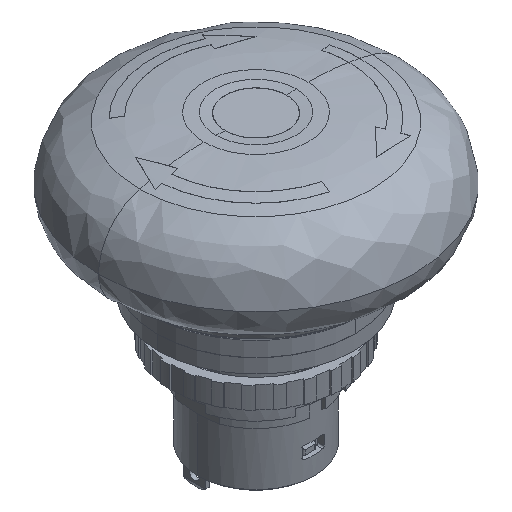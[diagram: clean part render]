
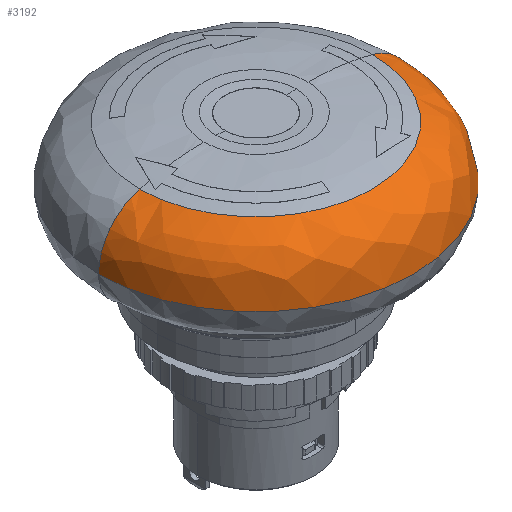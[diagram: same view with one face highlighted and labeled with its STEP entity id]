
A CAD part, isometric view. The second image highlights one B-rep face of the part: STEP entity #3192.
In plain terms, the highlighted free-form (B-spline) face has degree [3, 3] with [4, 4] control points.
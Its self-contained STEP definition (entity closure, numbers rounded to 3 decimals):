
#122 = DIRECTION ( 'NONE',  ( -1., 0., 0. ) ) ;
#317 = CIRCLE ( 'NONE', #6764, 14.792 ) ;
#558 = FACE_OUTER_BOUND ( 'NONE', #7831, .T. ) ;
#578 = EDGE_CURVE ( 'NONE', #8214, #11215, #9133, .T. ) ;
#609 = CARTESIAN_POINT ( 'NONE',  ( 20., 0., -4.53 ) ) ;
#1035 = AXIS2_PLACEMENT_3D ( 'NONE', #2566, #6094, #9594 ) ;
#1479 = CARTESIAN_POINT ( 'NONE',  ( -20., 0., -4.53 ) ) ;
#2342 = CARTESIAN_POINT ( 'NONE',  ( -17.985, -35.97, -1.912 ) ) ;
#2362 = CIRCLE ( 'NONE', #8800, 7. ) ;
#2437 = ORIENTED_EDGE ( 'NONE', *, *, #10589, .T. ) ;
#2566 = CARTESIAN_POINT ( 'NONE',  ( 0., 0., -7.833 ) ) ;
#2632 = CARTESIAN_POINT ( 'NONE',  ( 0., 0., -1.066 ) ) ;
#3117 = DIRECTION ( 'NONE',  ( 1., 0., 0. ) ) ;
#3192 = ADVANCED_FACE ( 'NONE', ( #558 ), #4554, .T. ) ;
#3201 = CARTESIAN_POINT ( 'NONE',  ( 14.792, -29.584, -1.066 ) ) ;
#3263 = CARTESIAN_POINT ( 'NONE',  ( 20., 0., -7.833 ) ) ;
#3299 = CARTESIAN_POINT ( 'NONE',  ( -14.792, 0., -1.066 ) ) ;
#3756 = ORIENTED_EDGE ( 'NONE', *, *, #4446, .T. ) ;
#4123 = CARTESIAN_POINT ( 'NONE',  ( -20., 0., -7.833 ) ) ;
#4160 = AXIS2_PLACEMENT_3D ( 'NONE', #7496, #11005, #3117 ) ;
#4446 = EDGE_CURVE ( 'NONE', #6273, #4805, #2362, .T. ) ;
#4510 = CARTESIAN_POINT ( 'NONE',  ( -13., 0., -7.833 ) ) ;
#4554 =( BOUNDED_SURFACE ( )  B_SPLINE_SURFACE ( 3, 3, ( 
 ( #7585, #11092, #3201, #6718 ),
 ( #10234, #2342, #5872, #9377 ),
 ( #1479, #5001, #8504, #609 ),
 ( #4123, #7632, #11151, #3263 ) ),
 .UNSPECIFIED., .F., .F., .F. ) 
 B_SPLINE_SURFACE_WITH_KNOTS ( ( 4, 4 ),
 ( 4, 4 ),
 ( 0., 1. ),
 ( 0., 1. ),
 .UNSPECIFIED. ) 
 GEOMETRIC_REPRESENTATION_ITEM ( )  RATIONAL_B_SPLINE_SURFACE ( (
 ( 1., 0.333, 0.333, 1.),
 ( 0.862, 0.287, 0.287, 0.862),
 ( 0.862, 0.287, 0.287, 0.862),
 ( 1., 0.333, 0.333, 1.) ) ) 
 REPRESENTATION_ITEM ( '' )  SURFACE ( )  );
#4706 = ORIENTED_EDGE ( 'NONE', *, *, #578, .F. ) ;
#4805 = VERTEX_POINT ( 'NONE', #9619 ) ;
#5001 = CARTESIAN_POINT ( 'NONE',  ( -20., -40., -4.53 ) ) ;
#5518 = ORIENTED_EDGE ( 'NONE', *, *, #9285, .F. ) ;
#5872 = CARTESIAN_POINT ( 'NONE',  ( 17.985, -35.97, -1.912 ) ) ;
#6008 = CIRCLE ( 'NONE', #1035, 20. ) ;
#6094 = DIRECTION ( 'NONE',  ( 0., 0., -1. ) ) ;
#6164 = DIRECTION ( 'NONE',  ( 0., 0., -1. ) ) ;
#6273 = VERTEX_POINT ( 'NONE', #3299 ) ;
#6358 = CARTESIAN_POINT ( 'NONE',  ( 14.792, 0., -1.066 ) ) ;
#6718 = CARTESIAN_POINT ( 'NONE',  ( 14.792, 0., -1.066 ) ) ;
#6764 = AXIS2_PLACEMENT_3D ( 'NONE', #2632, #6164, #9665 ) ;
#7496 = CARTESIAN_POINT ( 'NONE',  ( 13., 0., -7.833 ) ) ;
#7585 = CARTESIAN_POINT ( 'NONE',  ( -14.792, 0., -1.066 ) ) ;
#7632 = CARTESIAN_POINT ( 'NONE',  ( -20., -40., -7.833 ) ) ;
#7831 = EDGE_LOOP ( 'NONE', ( #2437, #3756, #5518, #4706 ) ) ;
#8017 = DIRECTION ( 'NONE',  ( 0., -1., 0. ) ) ;
#8214 = VERTEX_POINT ( 'NONE', #6358 ) ;
#8271 = CARTESIAN_POINT ( 'NONE',  ( 20., 0., -7.833 ) ) ;
#8504 = CARTESIAN_POINT ( 'NONE',  ( 20., -40., -4.53 ) ) ;
#8800 = AXIS2_PLACEMENT_3D ( 'NONE', #4510, #8017, #122 ) ;
#9133 = CIRCLE ( 'NONE', #4160, 7. ) ;
#9285 = EDGE_CURVE ( 'NONE', #11215, #4805, #6008, .T. ) ;
#9377 = CARTESIAN_POINT ( 'NONE',  ( 17.985, 0., -1.912 ) ) ;
#9594 = DIRECTION ( 'NONE',  ( 1., 0., 0. ) ) ;
#9619 = CARTESIAN_POINT ( 'NONE',  ( -20., 0., -7.833 ) ) ;
#9665 = DIRECTION ( 'NONE',  ( 1., 0., 0. ) ) ;
#10234 = CARTESIAN_POINT ( 'NONE',  ( -17.985, 0., -1.912 ) ) ;
#10589 = EDGE_CURVE ( 'NONE', #8214, #6273, #317, .T. ) ;
#11005 = DIRECTION ( 'NONE',  ( 0., 1., 0. ) ) ;
#11092 = CARTESIAN_POINT ( 'NONE',  ( -14.792, -29.584, -1.066 ) ) ;
#11151 = CARTESIAN_POINT ( 'NONE',  ( 20., -40., -7.833 ) ) ;
#11215 = VERTEX_POINT ( 'NONE', #8271 ) ;
